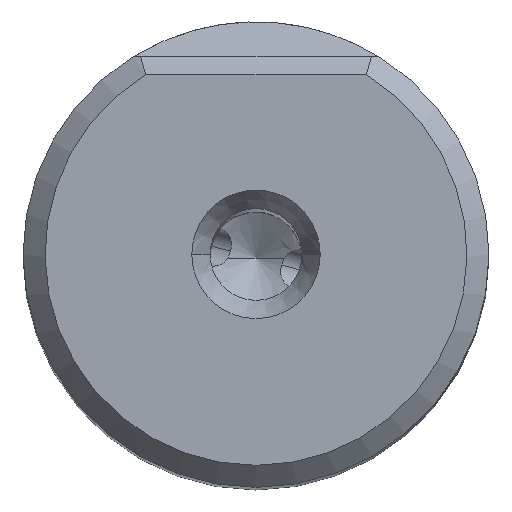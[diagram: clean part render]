
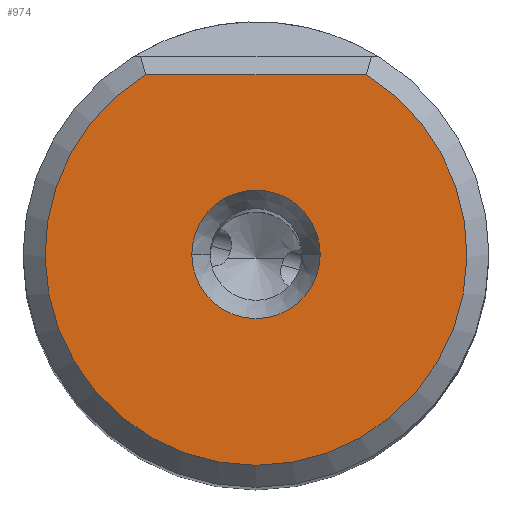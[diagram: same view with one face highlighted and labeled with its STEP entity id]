
A CAD part, top view. The second image highlights one B-rep face of the part: STEP entity #974.
In plain terms, the highlighted planar face has unit normal (0, 0, 1).
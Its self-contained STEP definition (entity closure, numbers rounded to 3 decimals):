
#598=FACE_BOUND('',#2429,.T.);
#599=FACE_BOUND('',#2430,.T.);
#974=ADVANCED_FACE('',(#598,#599),#1453,.T.);
#1453=PLANE('',#12735);
#2429=EDGE_LOOP('',(#6231,#6232,#6233));
#2430=EDGE_LOOP('',(#6234,#6235));
#3081=LINE('',#25762,#3590);
#3590=VECTOR('',#14785,1.);
#6231=ORIENTED_EDGE('',*,*,#10500,.F.);
#6232=ORIENTED_EDGE('',*,*,#10499,.F.);
#6233=ORIENTED_EDGE('',*,*,#10494,.F.);
#6234=ORIENTED_EDGE('',*,*,#10501,.F.);
#6235=ORIENTED_EDGE('',*,*,#10502,.F.);
#8992=VERTEX_POINT('',#25763);
#8993=VERTEX_POINT('',#25764);
#8995=VERTEX_POINT('',#25782);
#8996=VERTEX_POINT('',#25786);
#8997=VERTEX_POINT('',#25787);
#10494=EDGE_CURVE('',#8992,#8993,#3081,.T.);
#10499=EDGE_CURVE('',#8993,#8995,#11574,.T.);
#10500=EDGE_CURVE('',#8995,#8992,#11575,.T.);
#10501=EDGE_CURVE('',#8996,#8997,#11576,.T.);
#10502=EDGE_CURVE('',#8997,#8996,#11577,.T.);
#11574=CIRCLE('',#12730,11.5);
#11575=CIRCLE('',#12731,11.5);
#11576=CIRCLE('',#12733,3.5);
#11577=CIRCLE('',#12734,3.5);
#12730=AXIS2_PLACEMENT_3D('',#25781,#14792,#14793);
#12731=AXIS2_PLACEMENT_3D('',#25783,#14794,#14795);
#12733=AXIS2_PLACEMENT_3D('',#25785,#14798,#14799);
#12734=AXIS2_PLACEMENT_3D('',#25788,#14800,#14801);
#12735=AXIS2_PLACEMENT_3D('',#25789,#14802,#14803);
#14785=DIRECTION('',(1.,0.,0.));
#14792=DIRECTION('',(0.,0.,-1.));
#14793=DIRECTION('',(0.523,0.852,0.));
#14794=DIRECTION('',(0.,0.,-1.));
#14795=DIRECTION('',(0.,-1.,0.));
#14798=DIRECTION('',(0.,0.,1.));
#14799=DIRECTION('',(-1.,0.,0.));
#14800=DIRECTION('',(0.,0.,1.));
#14801=DIRECTION('',(1.,0.,0.));
#14802=DIRECTION('',(0.,0.,1.));
#14803=DIRECTION('',(-1.,0.,0.));
#25762=CARTESIAN_POINT('',(-6.017,9.8,0.));
#25763=CARTESIAN_POINT('',(-6.017,9.8,0.));
#25764=CARTESIAN_POINT('',(6.017,9.8,0.));
#25781=CARTESIAN_POINT('',(0.,0.,0.));
#25782=CARTESIAN_POINT('',(0.,-11.5,0.));
#25783=CARTESIAN_POINT('',(0.,0.,0.));
#25785=CARTESIAN_POINT('',(0.,0.,0.));
#25786=CARTESIAN_POINT('',(-3.5,0.,0.));
#25787=CARTESIAN_POINT('',(3.5,0.,0.));
#25788=CARTESIAN_POINT('',(0.,0.,0.));
#25789=CARTESIAN_POINT('',(0.,-0.85,0.));
